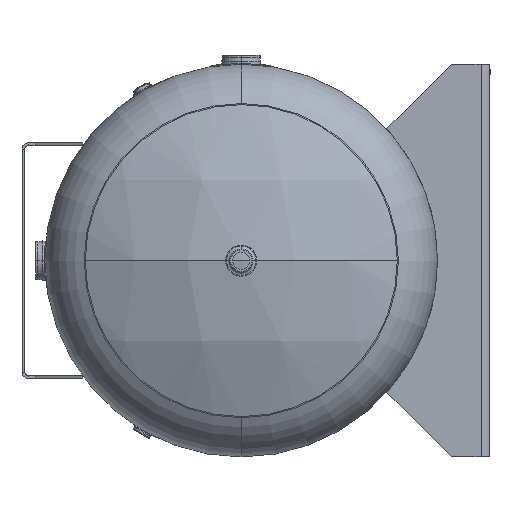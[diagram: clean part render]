
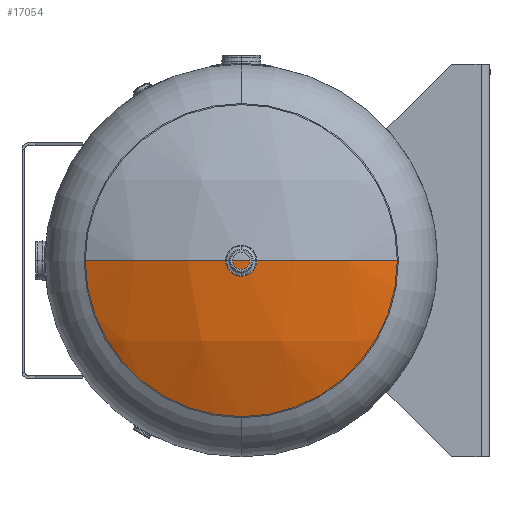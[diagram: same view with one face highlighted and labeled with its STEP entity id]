
A CAD part, left-side view. The second image highlights one B-rep face of the part: STEP entity #17054.
In plain terms, the highlighted spherical face has radius 685.8 mm.
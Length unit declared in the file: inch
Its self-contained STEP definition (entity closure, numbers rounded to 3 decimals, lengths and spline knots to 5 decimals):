
#587 = CIRCLE ( 'NONE', #10573, 27. ) ;
#796 = CARTESIAN_POINT ( 'NONE',  ( 12., 6.24932, 0. ) ) ;
#1099 = EDGE_CURVE ( 'NONE', #14951, #1808, #1113, .T. ) ;
#1113 = CIRCLE ( 'NONE', #8542, 12. ) ;
#1808 = VERTEX_POINT ( 'NONE', #796 ) ;
#2973 = CARTESIAN_POINT ( 'NONE',  ( -12., 6.24932, 0. ) ) ;
#3135 = SPHERICAL_SURFACE ( 'NONE', #14372, 27. ) ;
#3210 = DIRECTION ( 'NONE',  ( 1., 0., 0. ) ) ;
#3388 = DIRECTION ( 'NONE',  ( 0., 0., 1. ) ) ;
#4096 = CARTESIAN_POINT ( 'NONE',  ( 0., 6.24932, -12. ) ) ;
#4655 = DIRECTION ( 'NONE',  ( 0., 0., 1. ) ) ;
#4703 = ORIENTED_EDGE ( 'NONE', *, *, #6788, .F. ) ;
#4714 = CIRCLE ( 'NONE', #16989, 12. ) ;
#4898 = EDGE_CURVE ( 'NONE', #16574, #14951, #4714, .T. ) ;
#5548 = FACE_OUTER_BOUND ( 'NONE', #16134, .T. ) ;
#5820 = DIRECTION ( 'NONE',  ( 0., 0., -1. ) ) ;
#6476 = DIRECTION ( 'NONE',  ( 0., 0., -1. ) ) ;
#6723 = DIRECTION ( 'NONE',  ( 0., -1., 0. ) ) ;
#6788 = EDGE_CURVE ( 'NONE', #16033, #16574, #587, .T. ) ;
#7255 = CARTESIAN_POINT ( 'NONE',  ( 0., -17.93746, 0. ) ) ;
#7742 = ORIENTED_EDGE ( 'NONE', *, *, #11089, .T. ) ;
#8161 = DIRECTION ( 'NONE',  ( 0., -1., 0. ) ) ;
#8226 = CARTESIAN_POINT ( 'NONE',  ( 0., -17.93746, 0. ) ) ;
#8542 = AXIS2_PLACEMENT_3D ( 'NONE', #9499, #8161, #6476 ) ;
#9332 = ORIENTED_EDGE ( 'NONE', *, *, #1099, .F. ) ;
#9499 = CARTESIAN_POINT ( 'NONE',  ( 0., 6.24932, 0. ) ) ;
#10573 = AXIS2_PLACEMENT_3D ( 'NONE', #8226, #3388, #3210 ) ;
#11089 = EDGE_CURVE ( 'NONE', #16033, #1808, #17641, .T. ) ;
#11270 = DIRECTION ( 'NONE',  ( -1., 0., 0. ) ) ;
#11304 = ORIENTED_EDGE ( 'NONE', *, *, #4898, .F. ) ;
#11663 = AXIS2_PLACEMENT_3D ( 'NONE', #16898, #5820, #11270 ) ;
#12164 = DIRECTION ( 'NONE',  ( 0., 0., -1. ) ) ;
#12623 = DIRECTION ( 'NONE',  ( 1., 0., 0. ) ) ;
#14372 = AXIS2_PLACEMENT_3D ( 'NONE', #7255, #4655, #12623 ) ;
#14438 = CARTESIAN_POINT ( 'NONE',  ( 0., 9.06254, 0. ) ) ;
#14759 = CARTESIAN_POINT ( 'NONE',  ( 0., 6.24932, 0. ) ) ;
#14951 = VERTEX_POINT ( 'NONE', #4096 ) ;
#16033 = VERTEX_POINT ( 'NONE', #14438 ) ;
#16134 = EDGE_LOOP ( 'NONE', ( #4703, #7742, #9332, #11304 ) ) ;
#16574 = VERTEX_POINT ( 'NONE', #2973 ) ;
#16898 = CARTESIAN_POINT ( 'NONE',  ( 0., -17.93746, 0. ) ) ;
#16989 = AXIS2_PLACEMENT_3D ( 'NONE', #14759, #6723, #12164 ) ;
#17054 = ADVANCED_FACE ( 'NONE', ( #5548 ), #3135, .T. ) ;
#17641 = CIRCLE ( 'NONE', #11663, 27. ) ;
